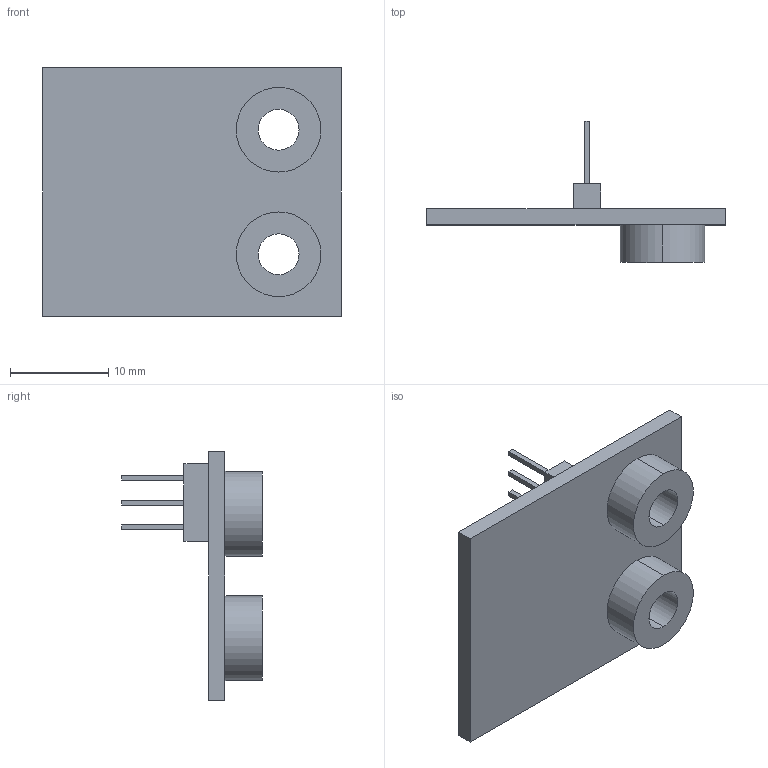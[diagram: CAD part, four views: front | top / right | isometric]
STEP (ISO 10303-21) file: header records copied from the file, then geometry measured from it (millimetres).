
FILE_DESCRIPTION (( 'STEP AP203' ), '1' );
FILE_NAME ('276-2333-001 Rev2.STEP', '2014-01-14T00:01:26', ( 'svradm' ), ( 'Microsoft' ), 'SwSTEP 2.0', 'SolidWorks 2013', '' );
FILE_SCHEMA (( 'CONFIG_CONTROL_DESIGN' ));
Length unit declared in the file: inch
Products named in the file (1): 276-2333-001 Rev2
Bounding box: 30.48 x 14.35 x 25.4 mm (x, y, z)
Volume: 1643.2 mm3; surface area: 2123.5 mm2
Topology: 1 solids, 1 shells, 38 faces, 90 edges, 60 vertices
Faces by surface type: plane 30, cylinder 8
Entity records: 1177 total; most frequent: CARTESIAN_POINT 189, DIRECTION 184, ORIENTED_EDGE 180, EDGE_CURVE 90, VECTOR 74, LINE 74, VERTEX_POINT 60, AXIS2_PLACEMENT_3D 55
